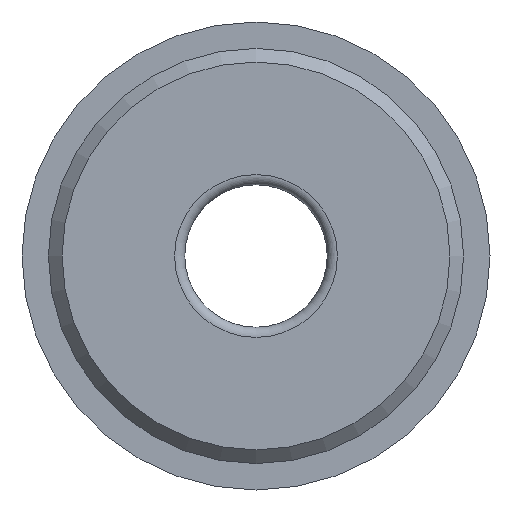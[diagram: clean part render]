
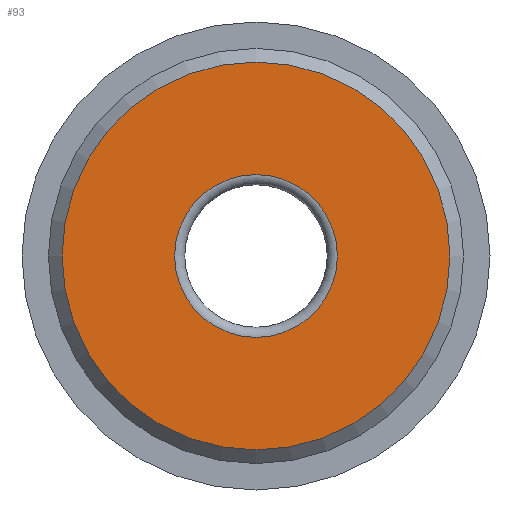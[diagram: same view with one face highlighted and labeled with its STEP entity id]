
A CAD part, left-side view. The second image highlights one B-rep face of the part: STEP entity #93.
In plain terms, the highlighted planar face has unit normal (-1, 0, 0).
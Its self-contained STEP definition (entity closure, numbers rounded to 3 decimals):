
#93 = ADVANCED_FACE( '', ( #168, #169 ), #170, .F. );
#168 = FACE_OUTER_BOUND( '', #290, .T. );
#169 = FACE_BOUND( '', #291, .T. );
#170 = PLANE( '', #292 );
#290 = EDGE_LOOP( '', ( #519 ) );
#291 = EDGE_LOOP( '', ( #520 ) );
#292 = AXIS2_PLACEMENT_3D( '', #521, #522, #523 );
#519 = ORIENTED_EDGE( '', *, *, #794, .F. );
#520 = ORIENTED_EDGE( '', *, *, #786, .T. );
#521 = CARTESIAN_POINT( '', ( 0., 0., 0. ) );
#522 = DIRECTION( '', ( 1., 0., 0. ) );
#523 = DIRECTION( '', ( 0., 0., -1. ) );
#786 = EDGE_CURVE( '', #941, #941, #942, .T. );
#794 = EDGE_CURVE( '', #952, #952, #953, .T. );
#941 = VERTEX_POINT( '', #1229 );
#942 = CIRCLE( '', #1230, 4. );
#952 = VERTEX_POINT( '', #1245 );
#953 = CIRCLE( '', #1246, 9.53 );
#1229 = CARTESIAN_POINT( '', ( 0., 0., -4. ) );
#1230 = AXIS2_PLACEMENT_3D( '', #1424, #1425, #1426 );
#1245 = CARTESIAN_POINT( '', ( 0., 0., -9.53 ) );
#1246 = AXIS2_PLACEMENT_3D( '', #1438, #1439, #1440 );
#1424 = CARTESIAN_POINT( '', ( 0., 0., 0. ) );
#1425 = DIRECTION( '', ( 1., 0., 0. ) );
#1426 = DIRECTION( '', ( 0., 0., -1. ) );
#1438 = CARTESIAN_POINT( '', ( 0., 0., 0. ) );
#1439 = DIRECTION( '', ( 1., 0., 0. ) );
#1440 = DIRECTION( '', ( 0., 0., -1. ) );
